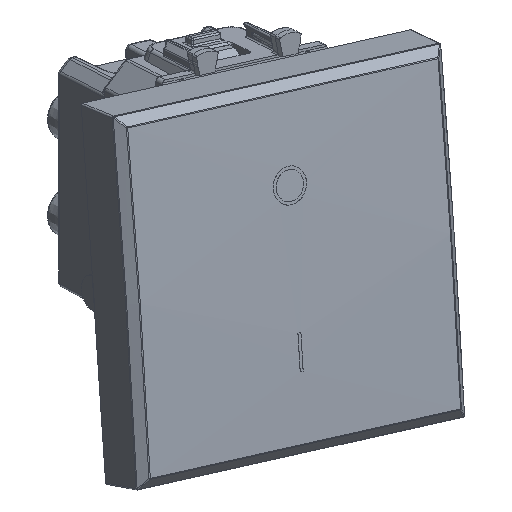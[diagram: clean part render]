
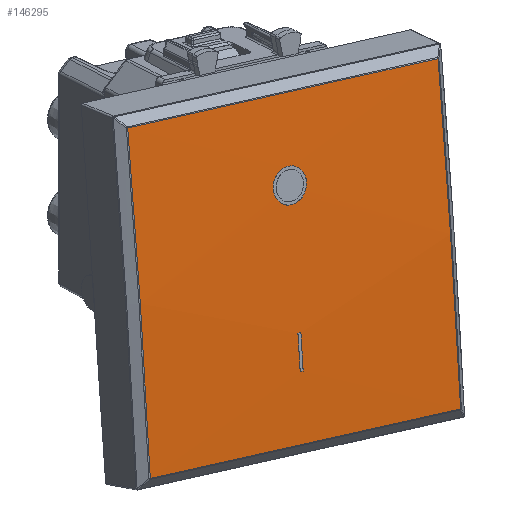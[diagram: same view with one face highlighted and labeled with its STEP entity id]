
A CAD part, top view. The second image highlights one B-rep face of the part: STEP entity #146295.
In plain terms, the highlighted cylindrical face has radius 791.456 mm (diameter 1582.91 mm), a partial arc.
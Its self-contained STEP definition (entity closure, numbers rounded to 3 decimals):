
#143771=CARTESIAN_POINT('Vertex',(21.,-20.496,15.335)) ;
#143779=CARTESIAN_POINT('Vertex',(21.,20.496,15.335)) ;
#143783=CARTESIAN_POINT('Control Point',(21.,20.496,15.335)) ;
#143784=CARTESIAN_POINT('Control Point',(20.995,12.299,15.547)) ;
#143785=CARTESIAN_POINT('Control Point',(20.992,4.1,15.653)) ;
#143786=CARTESIAN_POINT('Control Point',(20.992,-4.1,15.653)) ;
#143787=CARTESIAN_POINT('Control Point',(20.995,-12.299,15.547)) ;
#143788=CARTESIAN_POINT('Control Point',(21.,-20.496,15.335)) ;
#143906=CARTESIAN_POINT('Vertex',(-21.,-20.496,15.335)) ;
#143914=CARTESIAN_POINT('Line Origine',(0.,-20.496,15.335)) ;
#144018=CARTESIAN_POINT('Vertex',(-21.,20.496,15.335)) ;
#144028=CARTESIAN_POINT('Control Point',(-21.,20.496,15.335)) ;
#144029=CARTESIAN_POINT('Control Point',(-20.995,12.434,15.543)) ;
#144030=CARTESIAN_POINT('Control Point',(-20.992,4.37,15.65)) ;
#144031=CARTESIAN_POINT('Control Point',(-20.992,-3.695,15.653)) ;
#144032=CARTESIAN_POINT('Control Point',(-20.994,-11.894,15.552)) ;
#144033=CARTESIAN_POINT('Control Point',(-21.,-20.091,15.345)) ;
#144034=CARTESIAN_POINT('Control Point',(-21.,-20.226,15.342)) ;
#144035=CARTESIAN_POINT('Control Point',(-21.,-20.361,15.338)) ;
#144036=CARTESIAN_POINT('Control Point',(-21.,-20.496,15.335)) ;
#144060=CARTESIAN_POINT('Line Origine',(0.,20.496,15.335)) ;
#146183=CARTESIAN_POINT('Axis2P3D Location',(0.,0.,-775.856)) ;
#146229=CARTESIAN_POINT('Control Point',(2.25,9.75,15.54)) ;
#146230=CARTESIAN_POINT('Control Point',(2.25,10.344,15.533)) ;
#146231=CARTESIAN_POINT('Control Point',(2.054,10.939,15.525)) ;
#146232=CARTESIAN_POINT('Control Point',(1.66,11.446,15.517)) ;
#146233=CARTESIAN_POINT('Control Point',(0.868,11.952,15.51)) ;
#146234=CARTESIAN_POINT('Control Point',(-0.032,12.03,15.509)) ;
#146235=CARTESIAN_POINT('Control Point',(-0.334,12.005,15.509)) ;
#146236=CARTESIAN_POINT('Control Point',(-1.139,11.802,15.512)) ;
#146237=CARTESIAN_POINT('Control Point',(-1.795,11.257,15.52)) ;
#146238=CARTESIAN_POINT('Control Point',(-2.099,10.794,15.527)) ;
#146239=CARTESIAN_POINT('Control Point',(-2.25,10.272,15.534)) ;
#146240=CARTESIAN_POINT('Control Point',(-2.25,9.75,15.54)) ;
#146241=CARTESIAN_POINT('Vertex',(2.25,9.75,15.54)) ;
#146243=CARTESIAN_POINT('Vertex',(-2.25,9.75,15.54)) ;
#146247=CARTESIAN_POINT('Control Point',(-2.25,9.75,15.54)) ;
#146248=CARTESIAN_POINT('Control Point',(-2.25,9.082,15.548)) ;
#146249=CARTESIAN_POINT('Control Point',(-2.002,8.414,15.556)) ;
#146250=CARTESIAN_POINT('Control Point',(-1.504,7.871,15.561)) ;
#146251=CARTESIAN_POINT('Control Point',(-0.141,7.226,15.567)) ;
#146252=CARTESIAN_POINT('Control Point',(1.318,7.687,15.563)) ;
#146253=CARTESIAN_POINT('Control Point',(1.941,8.259,15.557)) ;
#146254=CARTESIAN_POINT('Control Point',(2.25,9.004,15.549)) ;
#146255=CARTESIAN_POINT('Control Point',(2.25,9.75,15.54)) ;
#146261=CARTESIAN_POINT('Axis2P3D Location',(-0.2,0.,-775.856)) ;
#146265=CARTESIAN_POINT('Vertex',(-0.2,-12.,15.509)) ;
#146267=CARTESIAN_POINT('Vertex',(-0.2,-7.5,15.564)) ;
#146270=CARTESIAN_POINT('Line Origine',(0.,-7.5,15.564)) ;
#146274=CARTESIAN_POINT('Vertex',(0.2,-7.5,15.564)) ;
#146277=CARTESIAN_POINT('Axis2P3D Location',(0.2,0.,-775.856)) ;
#146281=CARTESIAN_POINT('Vertex',(0.2,-12.,15.509)) ;
#146284=CARTESIAN_POINT('Line Origine',(0.,-12.,15.509)) ;
#143915=DIRECTION('Vector Direction',(1.,0.,0.)) ;
#144061=DIRECTION('Vector Direction',(1.,0.,0.)) ;
#146184=DIRECTION('Axis2P3D Direction',(-1.,0.,0.)) ;
#146185=DIRECTION('Axis2P3D XDirection',(0.,-0.028,1.)) ;
#146262=DIRECTION('Axis2P3D Direction',(-1.,0.,0.)) ;
#146271=DIRECTION('Vector Direction',(-1.,0.,0.)) ;
#146278=DIRECTION('Axis2P3D Direction',(-1.,0.,0.)) ;
#146285=DIRECTION('Vector Direction',(-1.,0.,0.)) ;
#146186=AXIS2_PLACEMENT_3D('Cylinder Axis2P3D',#146183,#146184,#146185) ;
#146263=AXIS2_PLACEMENT_3D('Circle Axis2P3D',#146261,#146262,$) ;
#146279=AXIS2_PLACEMENT_3D('Circle Axis2P3D',#146277,#146278,$) ;
#146223=ORIENTED_EDGE('',*,*,#143789,.T.) ;
#146224=ORIENTED_EDGE('',*,*,#144064,.T.) ;
#146225=ORIENTED_EDGE('',*,*,#144037,.T.) ;
#146226=ORIENTED_EDGE('',*,*,#143918,.T.) ;
#146258=ORIENTED_EDGE('',*,*,#146245,.F.) ;
#146259=ORIENTED_EDGE('',*,*,#146256,.F.) ;
#146290=ORIENTED_EDGE('',*,*,#146269,.T.) ;
#146291=ORIENTED_EDGE('',*,*,#146276,.T.) ;
#146292=ORIENTED_EDGE('',*,*,#146283,.T.) ;
#146293=ORIENTED_EDGE('',*,*,#146288,.T.) ;
#146260=FACE_BOUND('',#146257,.T.) ;
#146294=FACE_BOUND('',#146289,.T.) ;
#143916=VECTOR('Line Direction',#143915,1.) ;
#144062=VECTOR('Line Direction',#144061,1.) ;
#146272=VECTOR('Line Direction',#146271,1.) ;
#146286=VECTOR('Line Direction',#146285,1.) ;
#146295=ADVANCED_FACE('PartBody',(#146227,#146260,#146294),#146187,.T.) ;
#143782=B_SPLINE_CURVE_WITH_KNOTS('',5,(#143783,#143784,#143785,#143786,#143787,#143788),.UNSPECIFIED.,.F.,.U.,(6,6),(17.303,88.274),.UNSPECIFIED.) ;
#144027=B_SPLINE_CURVE_WITH_KNOTS('',5,(#144028,#144029,#144030,#144031,#144032,#144033,#144034,#144035,#144036),.UNSPECIFIED.,.F.,.U.,(6,3,6),(17.303,87.106,88.274),.UNSPECIFIED.) ;
#146228=B_SPLINE_CURVE_WITH_KNOTS('',5,(#146229,#146230,#146231,#146232,#146233,#146234,#146235,#146236,#146237,#146238,#146239,#146240),.UNSPECIFIED.,.F.,.U.,(6,3,3,6),(0.,4.204,6.307,9.997),.UNSPECIFIED.) ;
#146246=B_SPLINE_CURVE_WITH_KNOTS('',5,(#146247,#146248,#146249,#146250,#146251,#146252,#146253,#146254,#146255),.UNSPECIFIED.,.F.,.U.,(6,3,6),(9.997,14.72,19.993),.UNSPECIFIED.) ;
#146264=CIRCLE('generated circle',#146263,791.456) ;
#146280=CIRCLE('generated circle',#146279,791.456) ;
#146187=CYLINDRICAL_SURFACE('generated cylinder',#146186,791.456) ;
#143789=EDGE_CURVE('',#143772,#143780,#143782,.F.) ;
#143918=EDGE_CURVE('',#143907,#143772,#143917,.T.) ;
#144037=EDGE_CURVE('',#144019,#143907,#144027,.T.) ;
#144064=EDGE_CURVE('',#143780,#144019,#144063,.F.) ;
#146245=EDGE_CURVE('',#146242,#146244,#146228,.T.) ;
#146256=EDGE_CURVE('',#146244,#146242,#146246,.T.) ;
#146269=EDGE_CURVE('',#146266,#146268,#146264,.T.) ;
#146276=EDGE_CURVE('',#146268,#146275,#146273,.F.) ;
#146283=EDGE_CURVE('',#146275,#146282,#146280,.F.) ;
#146288=EDGE_CURVE('',#146282,#146266,#146287,.T.) ;
#146222=EDGE_LOOP('',(#146223,#146224,#146225,#146226)) ;
#146257=EDGE_LOOP('',(#146258,#146259)) ;
#146289=EDGE_LOOP('',(#146290,#146291,#146292,#146293)) ;
#146227=FACE_OUTER_BOUND('',#146222,.T.) ;
#143917=LINE('Line',#143914,#143916) ;
#144063=LINE('Line',#144060,#144062) ;
#146273=LINE('Line',#146270,#146272) ;
#146287=LINE('Line',#146284,#146286) ;
#143772=VERTEX_POINT('',#143771) ;
#143780=VERTEX_POINT('',#143779) ;
#143907=VERTEX_POINT('',#143906) ;
#144019=VERTEX_POINT('',#144018) ;
#146242=VERTEX_POINT('',#146241) ;
#146244=VERTEX_POINT('',#146243) ;
#146266=VERTEX_POINT('',#146265) ;
#146268=VERTEX_POINT('',#146267) ;
#146275=VERTEX_POINT('',#146274) ;
#146282=VERTEX_POINT('',#146281) ;
